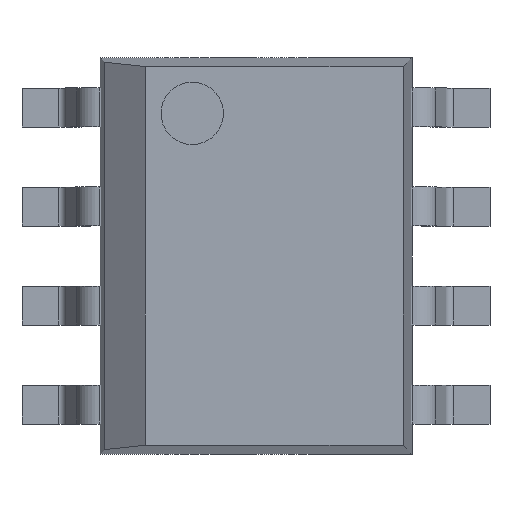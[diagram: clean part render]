
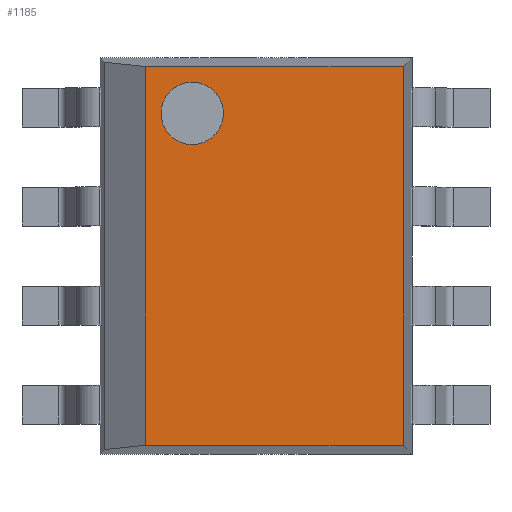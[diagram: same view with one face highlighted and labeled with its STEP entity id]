
A CAD part, top view. The second image highlights one B-rep face of the part: STEP entity #1185.
In plain terms, the highlighted planar face has unit normal (0, 0, 1).
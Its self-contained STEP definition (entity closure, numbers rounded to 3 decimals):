
#84=CARTESIAN_POINT('',(-0.818,1.428,1.7));
#85=VERTEX_POINT('',#84);
#86=CARTESIAN_POINT('',(-0.818,1.828,1.7));
#87=DIRECTION('',(0.0,0.0,1.0));
#88=DIRECTION('',(0.0,-1.0,0.0));
#89=AXIS2_PLACEMENT_3D('',#86,#87,#88);
#90=CIRCLE('',#89,0.4);
#91=EDGE_CURVE('',#85,#85,#90,.T.);
#361=CARTESIAN_POINT('',(1.888,2.428,1.7));
#362=VERTEX_POINT('',#361);
#369=CARTESIAN_POINT('',(1.888,-2.428,1.7));
#370=VERTEX_POINT('',#369);
#371=CARTESIAN_POINT('',(1.888,-2.428,1.7));
#372=DIRECTION('',(0.0,1.0,0.0));
#373=VECTOR('',#372,4.855);
#374=LINE('',#371,#373);
#375=EDGE_CURVE('',#370,#362,#374,.T.);
#1121=CARTESIAN_POINT('',(-1.418,-2.428,1.7));
#1122=VERTEX_POINT('',#1121);
#1123=CARTESIAN_POINT('',(-1.418,-2.428,1.7));
#1124=DIRECTION('',(1.0,0.0,0.0));
#1125=VECTOR('',#1124,3.305);
#1126=LINE('',#1123,#1125);
#1127=EDGE_CURVE('',#1122,#370,#1126,.T.);
#1147=CARTESIAN_POINT('',(-1.418,2.428,1.7));
#1148=VERTEX_POINT('',#1147);
#1155=CARTESIAN_POINT('',(1.888,2.428,1.7));
#1156=DIRECTION('',(-1.0,0.0,0.0));
#1157=VECTOR('',#1156,3.305);
#1158=LINE('',#1155,#1157);
#1159=EDGE_CURVE('',#362,#1148,#1158,.T.);
#1166=CARTESIAN_POINT('',(-2.,2.54,1.7));
#1167=DIRECTION('',(0.0,0.0,1.0));
#1168=DIRECTION('',(0.0,-1.0,0.0));
#1169=AXIS2_PLACEMENT_3D('',#1166,#1167,#1168);
#1170=PLANE('',#1169);
#1171=ORIENTED_EDGE('',*,*,#1159,.T.);
#1172=CARTESIAN_POINT('',(-1.418,2.428,1.7));
#1173=DIRECTION('',(0.0,-1.0,0.0));
#1174=VECTOR('',#1173,4.855);
#1175=LINE('',#1172,#1174);
#1176=EDGE_CURVE('',#1148,#1122,#1175,.T.);
#1177=ORIENTED_EDGE('',*,*,#1176,.T.);
#1178=ORIENTED_EDGE('',*,*,#1127,.T.);
#1179=ORIENTED_EDGE('',*,*,#375,.T.);
#1180=EDGE_LOOP('',(#1171,#1177,#1178,#1179));
#1181=FACE_OUTER_BOUND('',#1180,.T.);
#1182=ORIENTED_EDGE('',*,*,#91,.F.);
#1183=EDGE_LOOP('',(#1182));
#1184=FACE_BOUND('',#1183,.T.);
#1185=ADVANCED_FACE('',(#1181,#1184),#1170,.T.);
